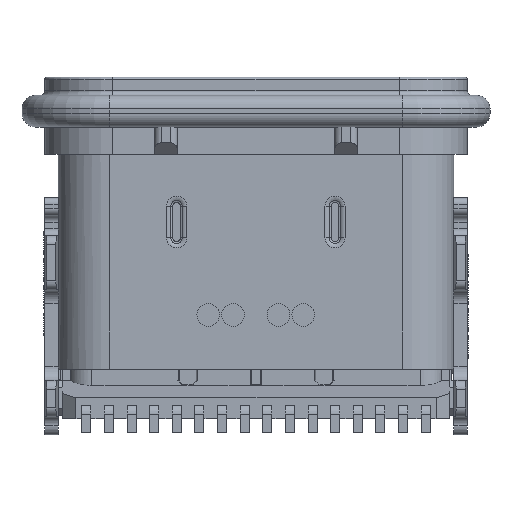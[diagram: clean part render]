
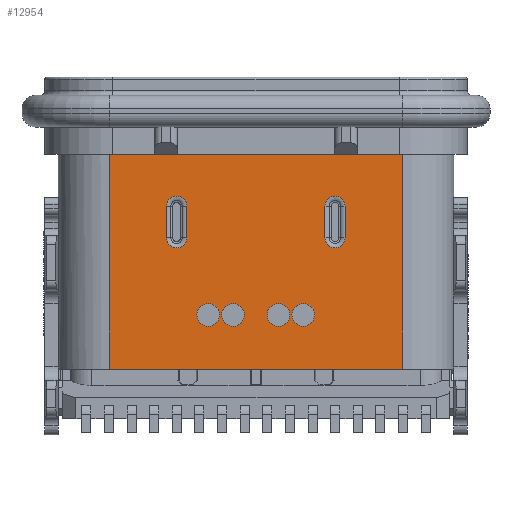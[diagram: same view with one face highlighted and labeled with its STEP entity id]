
A CAD part, front view. The second image highlights one B-rep face of the part: STEP entity #12954.
In plain terms, the highlighted planar face has unit normal (0, -1, 0).
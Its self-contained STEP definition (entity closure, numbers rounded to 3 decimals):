
#634=DIRECTION('',(0.,0.,1.));
#635=VECTOR('',#634,4.75);
#636=CARTESIAN_POINT('',(-3.24,-1.28,-2.5));
#637=LINE('',#636,#635);
#1457=DIRECTION('',(0.,0.,-1.));
#1458=VECTOR('',#1457,4.75);
#1459=CARTESIAN_POINT('',(3.24,-1.28,2.25));
#1460=LINE('',#1459,#1458);
#1469=DIRECTION('',(1.,0.,0.));
#1470=VECTOR('',#1469,6.48);
#1471=CARTESIAN_POINT('',(-3.24,-1.28,-2.5));
#1472=LINE('',#1471,#1470);
#1473=CARTESIAN_POINT('',(0.495,-1.28,-1.3));
#1474=DIRECTION('',(0.,1.,0.));
#1475=DIRECTION('',(0.,0.,-1.));
#1476=AXIS2_PLACEMENT_3D('',#1473,#1474,#1475);
#1478=CARTESIAN_POINT('',(0.495,-1.28,-1.3));
#1479=DIRECTION('',(0.,1.,0.));
#1480=DIRECTION('',(0.,0.,1.));
#1481=AXIS2_PLACEMENT_3D('',#1478,#1479,#1480);
#1483=CARTESIAN_POINT('',(1.045,-1.28,-1.3));
#1484=DIRECTION('',(0.,1.,0.));
#1485=DIRECTION('',(0.,0.,-1.));
#1486=AXIS2_PLACEMENT_3D('',#1483,#1484,#1485);
#1488=CARTESIAN_POINT('',(1.045,-1.28,-1.3));
#1489=DIRECTION('',(0.,1.,0.));
#1490=DIRECTION('',(0.,0.,1.));
#1491=AXIS2_PLACEMENT_3D('',#1488,#1489,#1490);
#1493=CARTESIAN_POINT('',(-0.505,-1.28,-1.3));
#1494=DIRECTION('',(0.,1.,0.));
#1495=DIRECTION('',(-1.,0.,0.));
#1496=AXIS2_PLACEMENT_3D('',#1493,#1494,#1495);
#1498=CARTESIAN_POINT('',(-0.505,-1.28,-1.3));
#1499=DIRECTION('',(0.,1.,0.));
#1500=DIRECTION('',(0.,0.,-1.));
#1501=AXIS2_PLACEMENT_3D('',#1498,#1499,#1500);
#1503=CARTESIAN_POINT('',(-0.505,-1.28,-1.3));
#1504=DIRECTION('',(0.,1.,0.));
#1505=DIRECTION('',(1.,0.,0.));
#1506=AXIS2_PLACEMENT_3D('',#1503,#1504,#1505);
#1508=CARTESIAN_POINT('',(-0.505,-1.28,-1.3));
#1509=DIRECTION('',(0.,1.,0.));
#1510=DIRECTION('',(0.,0.,1.));
#1511=AXIS2_PLACEMENT_3D('',#1508,#1509,#1510);
#1513=CARTESIAN_POINT('',(-1.055,-1.28,-1.3));
#1514=DIRECTION('',(0.,1.,0.));
#1515=DIRECTION('',(-1.,0.,0.));
#1516=AXIS2_PLACEMENT_3D('',#1513,#1514,#1515);
#1518=CARTESIAN_POINT('',(-1.055,-1.28,-1.3));
#1519=DIRECTION('',(0.,1.,0.));
#1520=DIRECTION('',(0.,0.,-1.));
#1521=AXIS2_PLACEMENT_3D('',#1518,#1519,#1520);
#1523=CARTESIAN_POINT('',(-1.055,-1.28,-1.3));
#1524=DIRECTION('',(0.,1.,0.));
#1525=DIRECTION('',(1.,0.,0.));
#1526=AXIS2_PLACEMENT_3D('',#1523,#1524,#1525);
#1528=CARTESIAN_POINT('',(-1.055,-1.28,-1.3));
#1529=DIRECTION('',(0.,1.,0.));
#1530=DIRECTION('',(0.,0.,1.));
#1531=AXIS2_PLACEMENT_3D('',#1528,#1529,#1530);
#1533=CARTESIAN_POINT('',(1.745,-1.28,0.4));
#1534=DIRECTION('',(0.,1.,0.));
#1535=DIRECTION('',(1.,0.,0.));
#1536=AXIS2_PLACEMENT_3D('',#1533,#1534,#1535);
#1538=CARTESIAN_POINT('',(1.745,-1.28,1.1));
#1539=DIRECTION('',(0.,1.,0.));
#1540=DIRECTION('',(-1.,0.,0.));
#1541=AXIS2_PLACEMENT_3D('',#1538,#1539,#1540);
#1543=CARTESIAN_POINT('',(1.745,-1.28,0.4));
#1544=DIRECTION('',(0.,1.,0.));
#1545=DIRECTION('',(0.,0.,-1.));
#1546=AXIS2_PLACEMENT_3D('',#1543,#1544,#1545);
#1548=CARTESIAN_POINT('',(-1.755,-1.28,1.1));
#1549=DIRECTION('',(0.,1.,0.));
#1550=DIRECTION('',(-1.,0.,0.));
#1551=AXIS2_PLACEMENT_3D('',#1548,#1549,#1550);
#1553=CARTESIAN_POINT('',(-1.755,-1.28,0.4));
#1554=DIRECTION('',(0.,1.,0.));
#1555=DIRECTION('',(1.,0.,0.));
#1556=AXIS2_PLACEMENT_3D('',#1553,#1554,#1555);
#1558=CARTESIAN_POINT('',(-1.755,-1.28,1.1));
#1559=DIRECTION('',(0.,1.,0.));
#1560=DIRECTION('',(0.,0.,1.));
#1561=AXIS2_PLACEMENT_3D('',#1558,#1559,#1560);
#1601=DIRECTION('',(1.,0.,0.));
#1602=VECTOR('',#1601,6.48);
#1603=CARTESIAN_POINT('',(-3.24,-1.28,2.25));
#1604=LINE('',#1603,#1602);
#5681=DIRECTION('',(0.,0.,-1.));
#5682=VECTOR('',#5681,0.7);
#5683=CARTESIAN_POINT('',(1.522,-1.28,1.1));
#5684=LINE('',#5683,#5682);
#5705=DIRECTION('',(0.,0.,1.));
#5706=VECTOR('',#5705,0.7);
#5707=CARTESIAN_POINT('',(1.968,-1.28,0.4));
#5708=LINE('',#5707,#5706);
#5770=DIRECTION('',(0.,0.,1.));
#5771=VECTOR('',#5770,0.7);
#5772=CARTESIAN_POINT('',(-1.532,-1.28,0.4));
#5773=LINE('',#5772,#5771);
#5784=DIRECTION('',(0.,0.,-1.));
#5785=VECTOR('',#5784,0.7);
#5786=CARTESIAN_POINT('',(-1.978,-1.28,1.1));
#5787=LINE('',#5786,#5785);
#8763=CARTESIAN_POINT('',(-3.24,-1.28,-2.5));
#8764=CARTESIAN_POINT('',(3.24,-1.28,-2.5));
#8765=VERTEX_POINT('',#8763);
#8766=VERTEX_POINT('',#8764);
#8767=CARTESIAN_POINT('',(3.24,-1.28,2.25));
#8768=VERTEX_POINT('',#8767);
#8769=CARTESIAN_POINT('',(-3.24,-1.28,2.25));
#8770=VERTEX_POINT('',#8769);
#8771=CARTESIAN_POINT('',(1.745,-1.28,0.177));
#8772=CARTESIAN_POINT('',(1.522,-1.28,0.4));
#8773=VERTEX_POINT('',#8771);
#8774=VERTEX_POINT('',#8772);
#8775=CARTESIAN_POINT('',(1.968,-1.28,0.4));
#8776=VERTEX_POINT('',#8775);
#8777=CARTESIAN_POINT('',(1.522,-1.28,1.1));
#8778=VERTEX_POINT('',#8777);
#8779=CARTESIAN_POINT('',(1.968,-1.28,1.1));
#8780=VERTEX_POINT('',#8779);
#8781=CARTESIAN_POINT('',(-1.978,-1.28,1.1));
#8782=CARTESIAN_POINT('',(-1.755,-1.28,1.322));
#8783=VERTEX_POINT('',#8781);
#8784=VERTEX_POINT('',#8782);
#8785=CARTESIAN_POINT('',(-1.532,-1.28,1.1));
#8786=VERTEX_POINT('',#8785);
#8787=CARTESIAN_POINT('',(-1.532,-1.28,0.4));
#8788=VERTEX_POINT('',#8787);
#8789=CARTESIAN_POINT('',(-1.978,-1.28,0.4));
#8790=VERTEX_POINT('',#8789);
#11059=CARTESIAN_POINT('',(-1.055,-1.28,-1.05));
#11061=VERTEX_POINT('',#11059);
#11063=CARTESIAN_POINT('',(-1.055,-1.28,-1.55));
#11065=VERTEX_POINT('',#11063);
#11066=CARTESIAN_POINT('',(-0.805,-1.28,-1.3));
#11067=VERTEX_POINT('',#11066);
#11070=CARTESIAN_POINT('',(-1.305,-1.28,-1.3));
#11071=VERTEX_POINT('',#11070);
#11087=CARTESIAN_POINT('',(-0.505,-1.28,-1.05));
#11089=VERTEX_POINT('',#11087);
#11091=CARTESIAN_POINT('',(-0.505,-1.28,-1.55));
#11093=VERTEX_POINT('',#11091);
#11094=CARTESIAN_POINT('',(-0.255,-1.28,-1.3));
#11095=VERTEX_POINT('',#11094);
#11098=CARTESIAN_POINT('',(-0.755,-1.28,-1.3));
#11099=VERTEX_POINT('',#11098);
#11143=CARTESIAN_POINT('',(1.045,-1.28,-1.55));
#11145=VERTEX_POINT('',#11143);
#11147=CARTESIAN_POINT('',(1.045,-1.28,-1.05));
#11149=VERTEX_POINT('',#11147);
#11151=CARTESIAN_POINT('',(0.495,-1.28,-1.55));
#11153=VERTEX_POINT('',#11151);
#11155=CARTESIAN_POINT('',(0.495,-1.28,-1.05));
#11157=VERTEX_POINT('',#11155);
#12886=CARTESIAN_POINT('',(7.17,-1.28,2.7));
#12887=DIRECTION('',(0.,-1.,0.));
#12888=DIRECTION('',(1.,0.,0.));
#12889=AXIS2_PLACEMENT_3D('',#12886,#12887,#12888);
#12890=PLANE('',#12889);
#12891=ORIENTED_EDGE('',*,*,#11316,.F.);
#12892=ORIENTED_EDGE('',*,*,#11914,.T.);
#12894=ORIENTED_EDGE('',*,*,#12893,.T.);
#12895=ORIENTED_EDGE('',*,*,#12876,.T.);
#12896=EDGE_LOOP('',(#12891,#12892,#12894,#12895));
#12897=FACE_OUTER_BOUND('',#12896,.F.);
#12899=ORIENTED_EDGE('',*,*,#12898,.F.);
#12901=ORIENTED_EDGE('',*,*,#12900,.F.);
#12902=EDGE_LOOP('',(#12899,#12901));
#12903=FACE_BOUND('',#12902,.F.);
#12905=ORIENTED_EDGE('',*,*,#12904,.F.);
#12907=ORIENTED_EDGE('',*,*,#12906,.F.);
#12908=EDGE_LOOP('',(#12905,#12907));
#12909=FACE_BOUND('',#12908,.F.);
#12911=ORIENTED_EDGE('',*,*,#12910,.F.);
#12913=ORIENTED_EDGE('',*,*,#12912,.F.);
#12915=ORIENTED_EDGE('',*,*,#12914,.F.);
#12917=ORIENTED_EDGE('',*,*,#12916,.F.);
#12918=EDGE_LOOP('',(#12911,#12913,#12915,#12917));
#12919=FACE_BOUND('',#12918,.F.);
#12921=ORIENTED_EDGE('',*,*,#12920,.F.);
#12923=ORIENTED_EDGE('',*,*,#12922,.F.);
#12925=ORIENTED_EDGE('',*,*,#12924,.F.);
#12927=ORIENTED_EDGE('',*,*,#12926,.F.);
#12928=EDGE_LOOP('',(#12921,#12923,#12925,#12927));
#12929=FACE_BOUND('',#12928,.F.);
#12931=ORIENTED_EDGE('',*,*,#12930,.F.);
#12933=ORIENTED_EDGE('',*,*,#12932,.T.);
#12935=ORIENTED_EDGE('',*,*,#12934,.F.);
#12937=ORIENTED_EDGE('',*,*,#12936,.T.);
#12939=ORIENTED_EDGE('',*,*,#12938,.F.);
#12940=EDGE_LOOP('',(#12931,#12933,#12935,#12937,#12939));
#12941=FACE_BOUND('',#12940,.F.);
#12943=ORIENTED_EDGE('',*,*,#12942,.F.);
#12945=ORIENTED_EDGE('',*,*,#12944,.T.);
#12947=ORIENTED_EDGE('',*,*,#12946,.F.);
#12949=ORIENTED_EDGE('',*,*,#12948,.T.);
#12951=ORIENTED_EDGE('',*,*,#12950,.F.);
#12952=EDGE_LOOP('',(#12943,#12945,#12947,#12949,#12951));
#12953=FACE_BOUND('',#12952,.F.);
#12954=ADVANCED_FACE('',(#12897,#12903,#12909,#12919,#12929,#12941,#12953),
#12890,.T.);
#1477=CIRCLE('',#1476,0.25);
#1482=CIRCLE('',#1481,0.25);
#1487=CIRCLE('',#1486,0.25);
#1492=CIRCLE('',#1491,0.25);
#1497=CIRCLE('',#1496,0.25);
#1502=CIRCLE('',#1501,0.25);
#1507=CIRCLE('',#1506,0.25);
#1512=CIRCLE('',#1511,0.25);
#1517=CIRCLE('',#1516,0.25);
#1522=CIRCLE('',#1521,0.25);
#1527=CIRCLE('',#1526,0.25);
#1532=CIRCLE('',#1531,0.25);
#1537=CIRCLE('',#1536,0.223);
#1542=CIRCLE('',#1541,0.223);
#1547=CIRCLE('',#1546,0.223);
#1552=CIRCLE('',#1551,0.223);
#1557=CIRCLE('',#1556,0.223);
#1562=CIRCLE('',#1561,0.223);
#11316=EDGE_CURVE('',#8765,#8766,#1472,.T.);
#11914=EDGE_CURVE('',#8765,#8770,#637,.T.);
#12876=EDGE_CURVE('',#8768,#8766,#1460,.T.);
#12893=EDGE_CURVE('',#8770,#8768,#1604,.T.);
#12898=EDGE_CURVE('',#11153,#11157,#1477,.T.);
#12900=EDGE_CURVE('',#11157,#11153,#1482,.T.);
#12904=EDGE_CURVE('',#11145,#11149,#1487,.T.);
#12906=EDGE_CURVE('',#11149,#11145,#1492,.T.);
#12910=EDGE_CURVE('',#11099,#11089,#1497,.T.);
#12912=EDGE_CURVE('',#11093,#11099,#1502,.T.);
#12914=EDGE_CURVE('',#11095,#11093,#1507,.T.);
#12916=EDGE_CURVE('',#11089,#11095,#1512,.T.);
#12920=EDGE_CURVE('',#11071,#11061,#1517,.T.);
#12922=EDGE_CURVE('',#11065,#11071,#1522,.T.);
#12924=EDGE_CURVE('',#11067,#11065,#1527,.T.);
#12926=EDGE_CURVE('',#11061,#11067,#1532,.T.);
#12930=EDGE_CURVE('',#8776,#8773,#1537,.T.);
#12932=EDGE_CURVE('',#8776,#8780,#5708,.T.);
#12934=EDGE_CURVE('',#8778,#8780,#1542,.T.);
#12936=EDGE_CURVE('',#8778,#8774,#5684,.T.);
#12938=EDGE_CURVE('',#8773,#8774,#1547,.T.);
#12942=EDGE_CURVE('',#8783,#8784,#1552,.T.);
#12944=EDGE_CURVE('',#8783,#8790,#5787,.T.);
#12946=EDGE_CURVE('',#8788,#8790,#1557,.T.);
#12948=EDGE_CURVE('',#8788,#8786,#5773,.T.);
#12950=EDGE_CURVE('',#8784,#8786,#1562,.T.);
